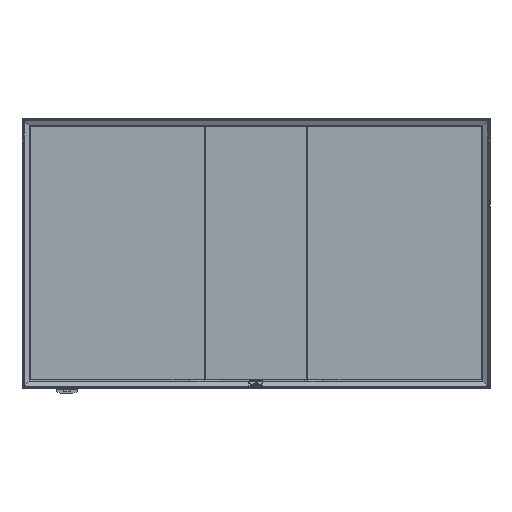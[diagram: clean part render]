
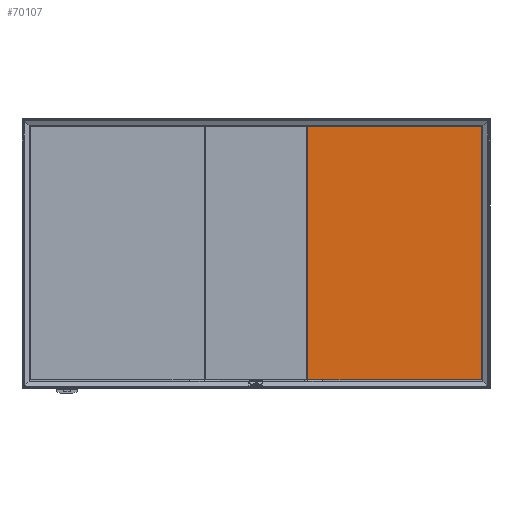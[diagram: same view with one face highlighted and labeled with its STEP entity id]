
A CAD part, front view. The second image highlights one B-rep face of the part: STEP entity #70107.
In plain terms, the highlighted planar face has unit normal (0, -1, 0).
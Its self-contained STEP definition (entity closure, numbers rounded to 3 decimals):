
#9226=FACE_OUTER_BOUND('',#13162,.T.);
#13162=EDGE_LOOP('',(#61302,#61303,#61304,#61305));
#19161=LINE('',#119637,#25765);
#19165=LINE('',#119646,#25769);
#19170=LINE('',#119654,#25774);
#19172=LINE('',#119658,#25776);
#25765=VECTOR('',#95559,483.);
#25769=VECTOR('',#95565,483.);
#25774=VECTOR('',#95572,703.);
#25776=VECTOR('',#95578,703.);
#32570=VERTEX_POINT('',#119635);
#32571=VERTEX_POINT('',#119636);
#32574=VERTEX_POINT('',#119644);
#32575=VERTEX_POINT('',#119645);
#42357=EDGE_CURVE('',#32570,#32571,#19161,.T.);
#42361=EDGE_CURVE('',#32574,#32575,#19165,.T.);
#42366=EDGE_CURVE('',#32570,#32575,#19170,.T.);
#42368=EDGE_CURVE('',#32571,#32574,#19172,.T.);
#61302=ORIENTED_EDGE('',*,*,#42366,.F.);
#61303=ORIENTED_EDGE('',*,*,#42357,.T.);
#61304=ORIENTED_EDGE('',*,*,#42368,.T.);
#61305=ORIENTED_EDGE('',*,*,#42361,.T.);
#66674=PLANE('',#76852);
#70107=ADVANCED_FACE('',(#9226),#66674,.T.);
#76852=AXIS2_PLACEMENT_3D('',#119659,#95579,#95580);
#95559=DIRECTION('',(-1.,0.,0.));
#95565=DIRECTION('',(1.,0.,0.));
#95572=DIRECTION('',(0.,0.,-1.));
#95578=DIRECTION('',(0.,0.,-1.));
#95579=DIRECTION('center_axis',(0.,-1.,0.));
#95580=DIRECTION('ref_axis',(0.,0.,1.));
#119635=CARTESIAN_POINT('',(1277.,8.,727.5));
#119636=CARTESIAN_POINT('',(794.,8.,727.5));
#119637=CARTESIAN_POINT('',(1035.5,8.,727.5));
#119644=CARTESIAN_POINT('',(794.,8.,24.5));
#119645=CARTESIAN_POINT('',(1277.,8.,24.5));
#119646=CARTESIAN_POINT('',(1035.5,8.,24.5));
#119654=CARTESIAN_POINT('',(1277.,8.,375.5));
#119658=CARTESIAN_POINT('',(794.,8.,375.5));
#119659=CARTESIAN_POINT('Origin',(1035.5,8.,375.5));
